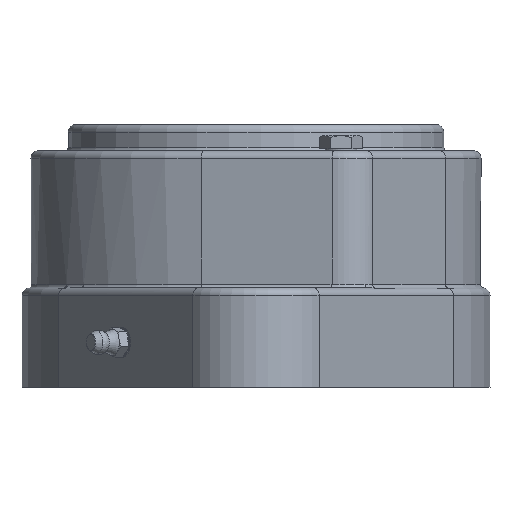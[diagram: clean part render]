
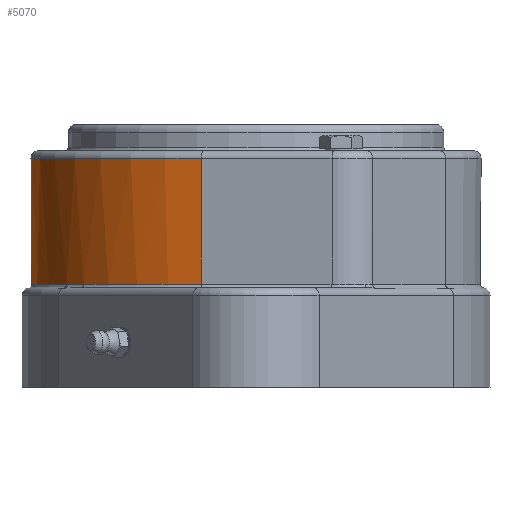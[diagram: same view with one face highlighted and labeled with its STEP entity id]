
A CAD part, left-side view. The second image highlights one B-rep face of the part: STEP entity #5070.
In plain terms, the highlighted cylindrical face has radius 60 mm (diameter 120 mm), a partial arc.
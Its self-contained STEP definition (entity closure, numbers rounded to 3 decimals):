
#29=B_SPLINE_CURVE_WITH_KNOTS($,3,(#8214,#8215,#8216,#8217),
 .UNSPECIFIED.,.F.,.F.,(4,4),(0.,0.78),.UNSPECIFIED.);
#153=LINE($,#8207,#371);
#154=LINE($,#8220,#372);
#371=VECTOR($,#6464,33.542);
#372=VECTOR($,#6473,33.5);
#1044=FACE_OUTER_BOUND($,#1436,.T.);
#1436=EDGE_LOOP($,(#3478,#3479,#3480,#3481,#3482,#3483));
#1863=CIRCLE($,#5525,60.);
#1864=CIRCLE($,#5526,60.);
#1865=CIRCLE($,#5527,60.);
#2247=VERTEX_POINT($,#8203);
#2248=VERTEX_POINT($,#8205);
#2249=VERTEX_POINT($,#8209);
#2250=VERTEX_POINT($,#8211);
#2251=VERTEX_POINT($,#8213);
#2252=VERTEX_POINT($,#8218);
#2712=EDGE_CURVE($,#2248,#2247,#153,.T.);
#2713=EDGE_CURVE($,#2247,#2249,#1863,.T.);
#2714=EDGE_CURVE($,#2250,#2248,#1864,.T.);
#2715=EDGE_CURVE($,#2251,#2250,#29,.T.);
#2716=EDGE_CURVE($,#2252,#2251,#1865,.T.);
#2717=EDGE_CURVE($,#2252,#2249,#154,.T.);
#3478=ORIENTED_EDGE($,*,*,#2713,.F.);
#3479=ORIENTED_EDGE($,*,*,#2712,.F.);
#3480=ORIENTED_EDGE($,*,*,#2714,.F.);
#3481=ORIENTED_EDGE($,*,*,#2715,.F.);
#3482=ORIENTED_EDGE($,*,*,#2716,.F.);
#3483=ORIENTED_EDGE($,*,*,#2717,.T.);
#4536=CYLINDRICAL_SURFACE($,#5524,60.);
#5070=ADVANCED_FACE($,(#1044),#4536,.T.);
#5524=AXIS2_PLACEMENT_3D($,#8208,#6465,#6466);
#5525=AXIS2_PLACEMENT_3D($,#8210,#6467,#6468);
#5526=AXIS2_PLACEMENT_3D($,#8212,#6469,#6470);
#5527=AXIS2_PLACEMENT_3D($,#8219,#6471,#6472);
#6464=DIRECTION($,(0.,0.,1.));
#6465=DIRECTION('center_axis',(0.,0.,
1.));
#6466=DIRECTION('ref_axis',(-0.97,0.242,0.));
#6467=DIRECTION('center_axis',(0.,0.,
1.));
#6468=DIRECTION('ref_axis',(-0.368,0.93,0.));
#6469=DIRECTION('center_axis',(0.,0.,-1.));
#6470=DIRECTION('ref_axis',(0.34,0.94,0.));
#6471=DIRECTION('center_axis',(0.,0.,-1.));
#6472=DIRECTION('ref_axis',(-0.368,0.93,0.));
#6473=DIRECTION($,(0.,0.,1.));
#8203=CARTESIAN_POINT('',(-12.355,65.576,59.404));
#8205=CARTESIAN_POINT('',(-12.355,65.576,25.862));
#8207=CARTESIAN_POINT($,(-12.355,65.576,38.404));
#8208=CARTESIAN_POINT('Origin',(-44.84,15.13,38.404));
#8209=CARTESIAN_POINT('',(-103.058,29.643,59.404));
#8210=CARTESIAN_POINT('Origin',(-44.84,15.13,59.404));
#8211=CARTESIAN_POINT('',(-77.324,65.576,25.862));
#8212=CARTESIAN_POINT('Origin',(-44.84,15.13,25.862));
#8213=CARTESIAN_POINT('',(-83.503,61.012,25.904));
#8214=CARTESIAN_POINT('Ctrl Pts',(-83.503,61.012,25.904));
#8215=CARTESIAN_POINT('Ctrl Pts',(-81.547,62.66,25.904));
#8216=CARTESIAN_POINT('Ctrl Pts',(-79.479,64.188,25.862));
#8217=CARTESIAN_POINT('Ctrl Pts',(-77.324,65.576,25.862));
#8218=CARTESIAN_POINT('',(-103.058,29.643,25.904));
#8219=CARTESIAN_POINT('Origin',(-44.84,15.13,25.904));
#8220=CARTESIAN_POINT($,(-103.058,29.643,24.904));
